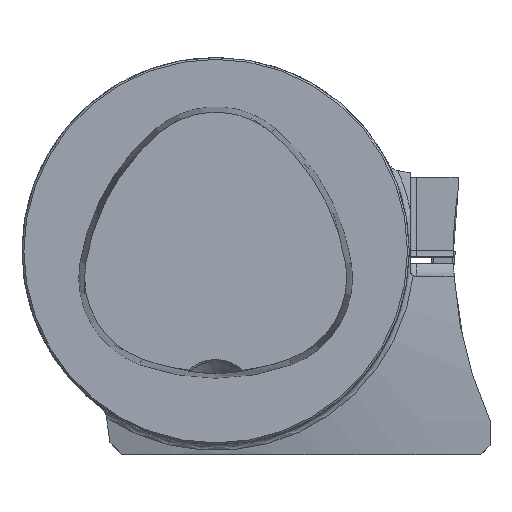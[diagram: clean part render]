
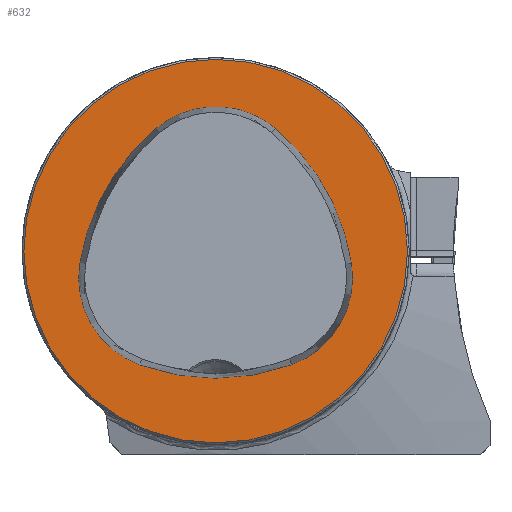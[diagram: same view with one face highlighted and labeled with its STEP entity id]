
A CAD part, top view. The second image highlights one B-rep face of the part: STEP entity #632.
In plain terms, the highlighted planar face has unit normal (0, 0, 1).
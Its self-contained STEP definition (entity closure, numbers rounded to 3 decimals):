
#110=FACE_BOUND('',#875,.T.);
#111=FACE_BOUND('',#876,.T.);
#192=PLANE('',#2359);
#632=ADVANCED_FACE('CU_FL_N1_SU_1',(#110,#111),#192,.T.);
#875=EDGE_LOOP('',(#1238,#1239,#1240,#1241,#1242,#1243));
#876=EDGE_LOOP('',(#1244));
#981=CIRCLE('',#2350,36.075);
#983=CIRCLE('',#2353,36.075);
#984=CIRCLE('',#2354,15.075);
#985=CIRCLE('',#2355,15.075);
#986=CIRCLE('',#2356,36.075);
#987=CIRCLE('',#2357,15.075);
#988=CIRCLE('',#2358,31.2);
#1238=ORIENTED_EDGE('',*,*,#2018,.F.);
#1239=ORIENTED_EDGE('',*,*,#2019,.F.);
#1240=ORIENTED_EDGE('',*,*,#2011,.F.);
#1241=ORIENTED_EDGE('',*,*,#2020,.F.);
#1242=ORIENTED_EDGE('',*,*,#2021,.F.);
#1243=ORIENTED_EDGE('',*,*,#2022,.F.);
#1244=ORIENTED_EDGE('',*,*,#2023,.T.);
#1770=VERTEX_POINT('',#3806);
#1771=VERTEX_POINT('',#3808);
#1777=VERTEX_POINT('',#3840);
#1778=VERTEX_POINT('',#3841);
#1779=VERTEX_POINT('',#3844);
#1780=VERTEX_POINT('',#3846);
#1781=VERTEX_POINT('',#3849);
#2011=EDGE_CURVE('',#1770,#1771,#981,.T.);
#2018=EDGE_CURVE('',#1777,#1778,#983,.T.);
#2019=EDGE_CURVE('',#1771,#1777,#984,.T.);
#2020=EDGE_CURVE('',#1779,#1770,#985,.T.);
#2021=EDGE_CURVE('',#1780,#1779,#986,.T.);
#2022=EDGE_CURVE('',#1778,#1780,#987,.T.);
#2023=EDGE_CURVE('',#1781,#1781,#988,.T.);
#2350=AXIS2_PLACEMENT_3D('',#3807,#2707,#2708);
#2353=AXIS2_PLACEMENT_3D('',#3839,#2714,#2715);
#2354=AXIS2_PLACEMENT_3D('',#3842,#2716,#2717);
#2355=AXIS2_PLACEMENT_3D('',#3843,#2718,#2719);
#2356=AXIS2_PLACEMENT_3D('',#3845,#2720,#2721);
#2357=AXIS2_PLACEMENT_3D('',#3847,#2722,#2723);
#2358=AXIS2_PLACEMENT_3D('',#3848,#2724,#2725);
#2359=AXIS2_PLACEMENT_3D('',#3850,#2726,#2727);
#2707=DIRECTION('',(0.,0.,1.));
#2708=DIRECTION('',(-1.,0.,0.));
#2714=DIRECTION('',(0.,0.,1.));
#2715=DIRECTION('',(-1.,0.,0.));
#2716=DIRECTION('',(0.,0.,1.));
#2717=DIRECTION('',(-1.,0.,0.));
#2718=DIRECTION('',(0.,0.,1.));
#2719=DIRECTION('',(-1.,0.,0.));
#2720=DIRECTION('',(0.,0.,1.));
#2721=DIRECTION('',(-1.,0.,0.));
#2722=DIRECTION('',(0.,0.,1.));
#2723=DIRECTION('',(-1.,0.,0.));
#2724=DIRECTION('',(0.,0.,1.));
#2725=DIRECTION('',(-1.,0.,0.));
#2726=DIRECTION('',(0.,0.,1.));
#2727=DIRECTION('',(-1.,0.,0.));
#3806=CARTESIAN_POINT('',(-12.368,-18.489,0.));
#3807=CARTESIAN_POINT('',(0.,15.4,0.));
#3808=CARTESIAN_POINT('',(12.368,-18.489,0.));
#3839=CARTESIAN_POINT('',(-13.535,-7.656,0.));
#3840=CARTESIAN_POINT('',(22.084,-1.937,0.));
#3841=CARTESIAN_POINT('',(9.716,19.927,0.));
#3842=CARTESIAN_POINT('',(7.2,-4.327,0.));
#3843=CARTESIAN_POINT('',(-7.2,-4.327,0.));
#3844=CARTESIAN_POINT('',(-22.084,-1.937,0.));
#3845=CARTESIAN_POINT('',(13.535,-7.656,0.));
#3846=CARTESIAN_POINT('',(-9.716,19.927,0.));
#3847=CARTESIAN_POINT('',(0.,8.4,0.));
#3848=CARTESIAN_POINT('',(0.,0.,0.));
#3849=CARTESIAN_POINT('',(-31.2,0.,0.));
#3850=CARTESIAN_POINT('',(0.,0.,0.));
